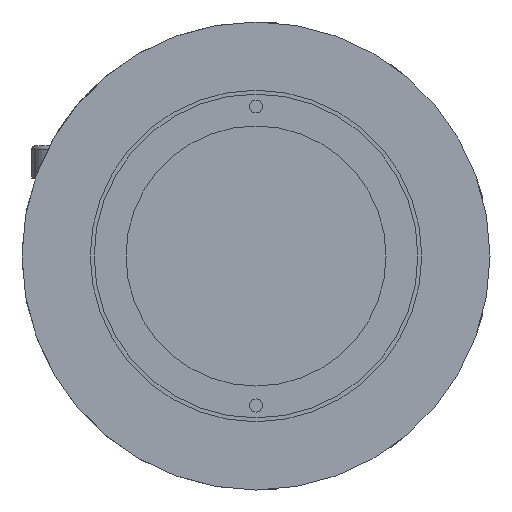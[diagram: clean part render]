
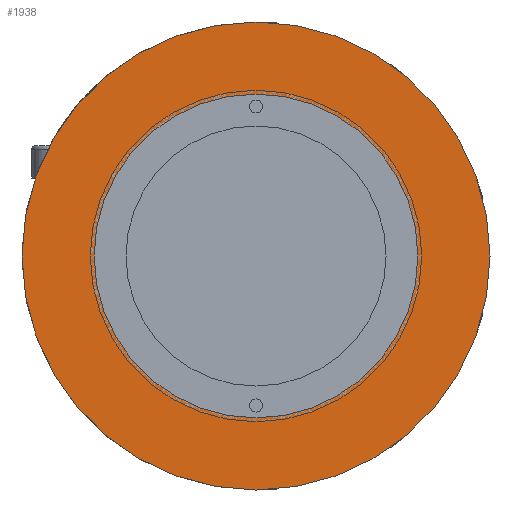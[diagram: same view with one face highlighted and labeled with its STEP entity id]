
A CAD part, left-side view. The second image highlights one B-rep face of the part: STEP entity #1938.
In plain terms, the highlighted planar face has unit normal (-1, 0, 0).
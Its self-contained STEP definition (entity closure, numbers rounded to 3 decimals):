
#11 = CARTESIAN_POINT ( 'NONE',  ( 0., 0., -12.45 ) ) ;
#97 = CARTESIAN_POINT ( 'NONE',  ( 0., 0., -18. ) ) ;
#120 = CIRCLE ( 'NONE', #1175, 18. ) ;
#246 = DIRECTION ( 'NONE',  ( -1., 0., 0. ) ) ;
#332 = ORIENTED_EDGE ( 'NONE', *, *, #856, .F. ) ;
#434 = CARTESIAN_POINT ( 'NONE',  ( 0., 0., 0. ) ) ;
#634 = DIRECTION ( 'NONE',  ( 0., 0., -1. ) ) ;
#675 = DIRECTION ( 'NONE',  ( 0., 0., 1. ) ) ;
#734 = CIRCLE ( 'NONE', #2177, 18. ) ;
#758 = EDGE_CURVE ( 'NONE', #2348, #1708, #734, .T. ) ;
#816 = DIRECTION ( 'NONE',  ( -1., 0., 0. ) ) ;
#855 = ORIENTED_EDGE ( 'NONE', *, *, #758, .T. ) ;
#856 = EDGE_CURVE ( 'NONE', #1412, #2752, #1072, .T. ) ;
#951 = FACE_BOUND ( 'NONE', #2275, .T. ) ;
#1072 = CIRCLE ( 'NONE', #2384, 12.45 ) ;
#1175 = AXIS2_PLACEMENT_3D ( 'NONE', #434, #2138, #675 ) ;
#1264 = EDGE_CURVE ( 'NONE', #1708, #2348, #120, .T. ) ;
#1412 = VERTEX_POINT ( 'NONE', #11 ) ;
#1542 = CIRCLE ( 'NONE', #2876, 12.45 ) ;
#1626 = AXIS2_PLACEMENT_3D ( 'NONE', #1861, #2111, #634 ) ;
#1697 = CARTESIAN_POINT ( 'NONE',  ( 0., 0., 0. ) ) ;
#1708 = VERTEX_POINT ( 'NONE', #2170 ) ;
#1843 = CARTESIAN_POINT ( 'NONE',  ( 0., 0., 12.45 ) ) ;
#1848 = ORIENTED_EDGE ( 'NONE', *, *, #3035, .F. ) ;
#1861 = CARTESIAN_POINT ( 'NONE',  ( 0., 18., 0. ) ) ;
#1938 = ADVANCED_FACE ( 'NONE', ( #951, #2868 ), #3019, .F. ) ;
#1940 = DIRECTION ( 'NONE',  ( 0., 0., 1. ) ) ;
#2035 = EDGE_LOOP ( 'NONE', ( #2385, #855 ) ) ;
#2111 = DIRECTION ( 'NONE',  ( 1., 0., 0. ) ) ;
#2134 = DIRECTION ( 'NONE',  ( 0., 0., 1. ) ) ;
#2138 = DIRECTION ( 'NONE',  ( -1., 0., 0. ) ) ;
#2170 = CARTESIAN_POINT ( 'NONE',  ( 0., 0., 18. ) ) ;
#2177 = AXIS2_PLACEMENT_3D ( 'NONE', #2309, #2379, #2134 ) ;
#2275 = EDGE_LOOP ( 'NONE', ( #1848, #332 ) ) ;
#2282 = CARTESIAN_POINT ( 'NONE',  ( 0., 0., 0. ) ) ;
#2309 = CARTESIAN_POINT ( 'NONE',  ( 0., 0., 0. ) ) ;
#2348 = VERTEX_POINT ( 'NONE', #97 ) ;
#2379 = DIRECTION ( 'NONE',  ( -1., 0., 0. ) ) ;
#2384 = AXIS2_PLACEMENT_3D ( 'NONE', #2282, #816, #2513 ) ;
#2385 = ORIENTED_EDGE ( 'NONE', *, *, #1264, .T. ) ;
#2513 = DIRECTION ( 'NONE',  ( 0., 0., 1. ) ) ;
#2752 = VERTEX_POINT ( 'NONE', #1843 ) ;
#2868 = FACE_OUTER_BOUND ( 'NONE', #2035, .T. ) ;
#2876 = AXIS2_PLACEMENT_3D ( 'NONE', #1697, #246, #1940 ) ;
#3019 = PLANE ( 'NONE',  #1626 ) ;
#3035 = EDGE_CURVE ( 'NONE', #2752, #1412, #1542, .T. ) ;
